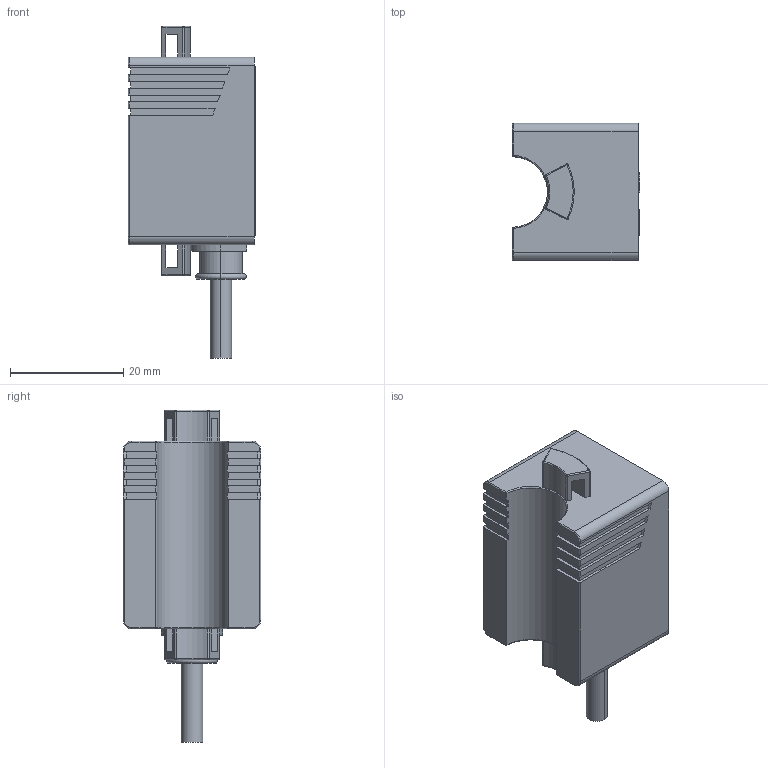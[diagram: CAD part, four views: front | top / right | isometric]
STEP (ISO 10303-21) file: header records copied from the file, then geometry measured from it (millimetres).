
FILE_DESCRIPTION((''),'2;1');
FILE_NAME('YW15N_ASM','2022-08-23T13:24:49',('Administrator'),(''),'CREO PARAMETRIC BY PTC INC, 2021023','CREO PARAMETRIC BY PTC INC, 2021023','');
FILE_SCHEMA(('AUTOMOTIVE_DESIGN { 1 0 10303 214 1 1 1 1 }'));
Length unit declared in the file: millimetre
Products named in the file (4): YW15N-OUTER_SHELL; SHEATHING; YW-15N-TAGS; YW15N_ASM
Assembly tree (3 placements, depth 2):
  YW15N_ASM
    YW15N-OUTER_SHELL
    SHEATHING
    YW-15N-TAGS
Bounding box: 22.6 x 24.3 x 58.7 mm (x, y, z)
Volume: 16565.6 mm3; surface area: 6073.5 mm2
Topology: 4 solids, 4 shells, 1066 faces, 2853 edges, 1886 vertices
Faces by surface type: plane 539, extrusion 420, cylinder 81, torus 14, sphere 12
Entity records: 35788 total; most frequent: CARTESIAN_POINT 9475, ORIENTED_EDGE 5706, DIRECTION 3949, EDGE_CURVE 2853, VECTOR 2223, VERTEX_POINT 1886, LINE 1803, B_SPLINE_CURVE_WITH_KNOTS 1260
